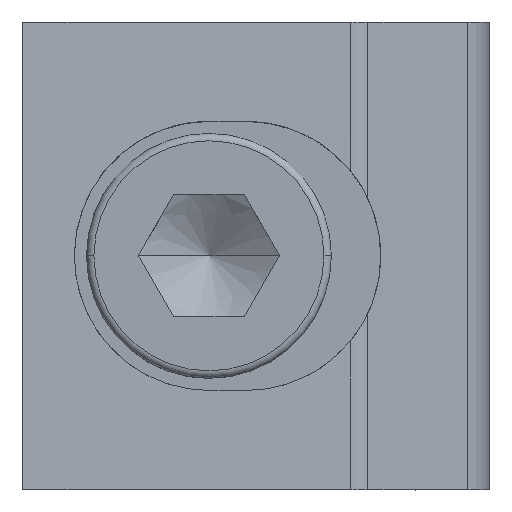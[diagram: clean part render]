
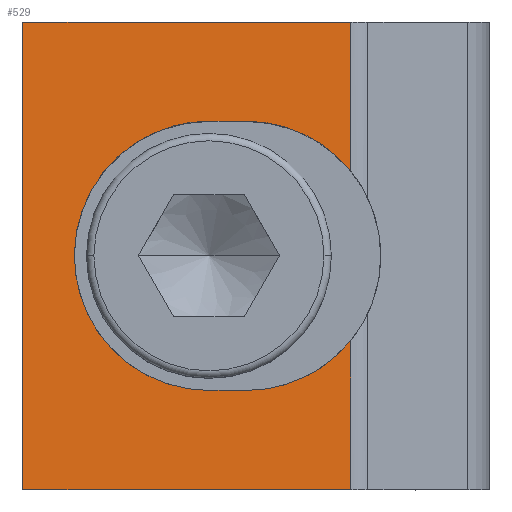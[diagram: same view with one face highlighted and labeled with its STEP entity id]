
A CAD part, top view. The second image highlights one B-rep face of the part: STEP entity #529.
In plain terms, the highlighted planar face has unit normal (0.094, 0, 0.996).
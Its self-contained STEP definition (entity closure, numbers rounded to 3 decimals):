
#355=VERTEX_POINT('',#961);
#389=VERTEX_POINT('',#996);
#393=EDGE_CURVE('',#573,#355,#1000,.T.);
#417=EDGE_CURVE('',#469,#729,#1026,.T.);
#447=EDGE_CURVE('',#355,#471,#1057,.T.);
#469=VERTEX_POINT('',#1080);
#471=VERTEX_POINT('',#1082);
#497=EDGE_CURVE('',#537,#573,#1110,.T.);
#505=VERTEX_POINT('',#1119);
#521=EDGE_CURVE('',#469,#505,#1137,.T.);
#529=ADVANCED_FACE('',(#1146),#1147,.T.);
#537=VERTEX_POINT('',#1156);
#573=VERTEX_POINT('',#1196);
#663=EDGE_CURVE('',#689,#729,#1299,.T.);
#677=EDGE_CURVE('',#471,#895,#1315,.T.);
#689=VERTEX_POINT('',#1328);
#729=VERTEX_POINT('',#1372);
#877=EDGE_CURVE('',#895,#689,#1537,.T.);
#895=VERTEX_POINT('',#1558);
#897=EDGE_CURVE('',#505,#389,#1560,.T.);
#899=EDGE_CURVE('',#389,#537,#1562,.T.);
#961=CARTESIAN_POINT('',(5.786,3.472,9.639));
#996=CARTESIAN_POINT('',(0.,-5.5,10.184));
#1000=ELLIPSE('',#1698,5.524,5.5);
#1026=LINE('',#1734,#1735);
#1057=LINE('',#1779,#1780);
#1080=CARTESIAN_POINT('',(5.786,-3.472,9.639));
#1082=CARTESIAN_POINT('',(5.786,9.55,9.639));
#1110=LINE('',#1882,#1883);
#1119=CARTESIAN_POINT('',(1.52,-5.5,10.041));
#1137=ELLIPSE('',#1925,5.524,5.5);
#1146=FACE_OUTER_BOUND('',#1935,.T.);
#1147=PLANE('',#1936);
#1156=CARTESIAN_POINT('',(0.,5.5,10.184));
#1196=CARTESIAN_POINT('',(1.52,5.5,10.041));
#1299=LINE('',#2141,#2142);
#1315=LINE('',#2173,#2174);
#1328=CARTESIAN_POINT('',(-7.6,-9.55,10.9));
#1372=CARTESIAN_POINT('',(5.786,-9.55,9.639));
#1537=LINE('',#2499,#2500);
#1558=CARTESIAN_POINT('',(-7.6,9.55,10.9));
#1560=LINE('',#2535,#2536);
#1562=ELLIPSE('',#2539,5.524,5.5);
#1698=AXIS2_PLACEMENT_3D('',#2618,#2619,#2620);
#1734=CARTESIAN_POINT('',(5.786,0.,9.639));
#1735=VECTOR('',#2650,1.0);
#1779=CARTESIAN_POINT('',(5.786,0.,9.639));
#1780=VECTOR('',#2671,1.0);
#1882=CARTESIAN_POINT('',(3.158,5.5,9.887));
#1883=VECTOR('',#2715,1.0);
#1925=AXIS2_PLACEMENT_3D('',#2746,#2747,#2748);
#1935=EDGE_LOOP('',(#2761,#2762,#2763,#2764,#2765,#2766,#2767,#2768,#2769,#2770));
#1936=AXIS2_PLACEMENT_3D('',#2771,#2772,#2773);
#2141=CARTESIAN_POINT('',(5.786,-9.55,9.639));
#2142=VECTOR('',#2963,1.0);
#2173=CARTESIAN_POINT('',(5.786,9.55,9.639));
#2174=VECTOR('',#2995,1.0);
#2499=CARTESIAN_POINT('',(-7.6,0.,10.9));
#2500=VECTOR('',#3260,1.0);
#2535=CARTESIAN_POINT('',(-2.781,-5.5,10.446));
#2536=VECTOR('',#3296,1.0);
#2539=AXIS2_PLACEMENT_3D('',#3297,#3298,#3299);
#2618=CARTESIAN_POINT('',(1.52,0.0,10.041));
#2619=DIRECTION('',(-0.094,0.,-0.996));
#2620=DIRECTION('',(0.996,0.0,-0.094));
#2650=DIRECTION('',(0.0,-1.0,0.));
#2671=DIRECTION('',(0.0,1.0,0.));
#2715=DIRECTION('',(0.996,0.0,-0.094));
#2746=CARTESIAN_POINT('',(1.52,0.0,10.041));
#2747=DIRECTION('',(-0.094,0.,-0.996));
#2748=DIRECTION('',(0.996,0.0,-0.094));
#2761=ORIENTED_EDGE('',*,*,#899,.T.);
#2762=ORIENTED_EDGE('',*,*,#497,.T.);
#2763=ORIENTED_EDGE('',*,*,#393,.T.);
#2764=ORIENTED_EDGE('',*,*,#447,.T.);
#2765=ORIENTED_EDGE('',*,*,#677,.T.);
#2766=ORIENTED_EDGE('',*,*,#877,.T.);
#2767=ORIENTED_EDGE('',*,*,#663,.T.);
#2768=ORIENTED_EDGE('',*,*,#417,.F.);
#2769=ORIENTED_EDGE('',*,*,#521,.T.);
#2770=ORIENTED_EDGE('',*,*,#897,.T.);
#2771=CARTESIAN_POINT('',(-7.6,0.,10.9));
#2772=DIRECTION('',(0.094,0.,0.996));
#2773=DIRECTION('',(0.0,-1.0,0.));
#2963=DIRECTION('',(0.996,0.,-0.094));
#2995=DIRECTION('',(-0.996,0.,0.094));
#3260=DIRECTION('',(0.0,-1.0,0.));
#3296=DIRECTION('',(-0.996,0.0,0.094));
#3297=CARTESIAN_POINT('',(0.,0.0,10.184));
#3298=DIRECTION('',(-0.094,0.,-0.996));
#3299=DIRECTION('',(-0.996,0.0,0.094));
